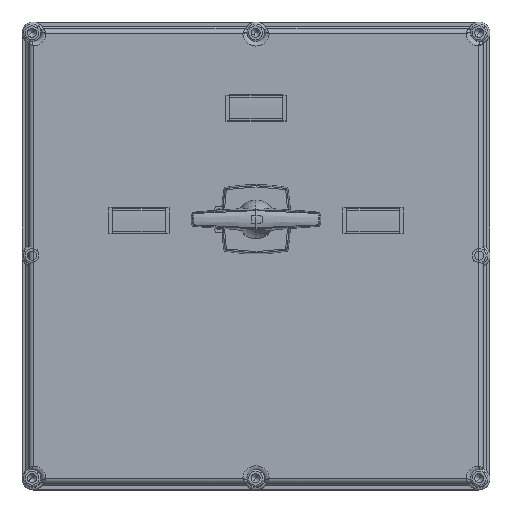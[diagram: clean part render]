
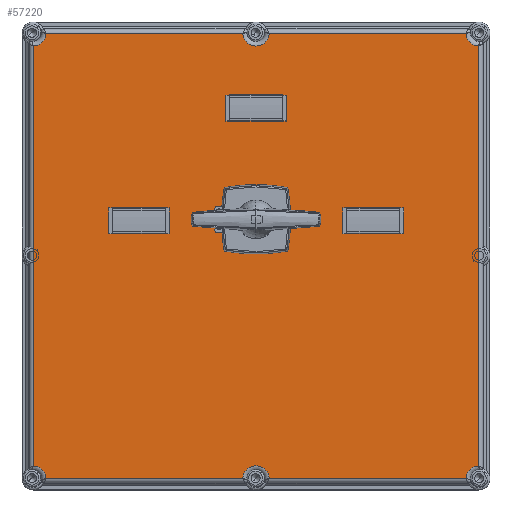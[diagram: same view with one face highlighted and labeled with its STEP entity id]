
A CAD part, top view. The second image highlights one B-rep face of the part: STEP entity #57220.
In plain terms, the highlighted face is planar.
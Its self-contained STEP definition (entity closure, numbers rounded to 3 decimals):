
#78 = CARTESIAN_POINT ( 'NONE',  ( -312.097, 194.971, 26.231 ) ) ;
#1037 = VERTEX_POINT ( 'NONE', #91183 ) ;
#1208 = EDGE_CURVE ( 'NONE', #3258, #25234, #23698, .T. ) ;
#2004 = CARTESIAN_POINT ( 'NONE',  ( -312.097, 194.971, 253.297 ) ) ;
#3258 = VERTEX_POINT ( 'NONE', #8495 ) ;
#4681 = EDGE_CURVE ( 'NONE', #91212, #3258, #74359, .T. ) ;
#5797 = EDGE_CURVE ( 'NONE', #60746, #91212, #57822, .T. ) ;
#6882 = CARTESIAN_POINT ( 'NONE',  ( -312.097, 194.971, -4.203 ) ) ;
#7077 = CARTESIAN_POINT ( 'NONE',  ( -300.435, 194.971, -245.486 ) ) ;
#8495 = CARTESIAN_POINT ( 'NONE',  ( 200.903, 194.971, 253.297 ) ) ;
#9130 = CARTESIAN_POINT ( 'NONE',  ( 200.903, 194.971, -4.203 ) ) ;
#16083 = AXIS2_PLACEMENT_3D ( 'NONE', #40928, #93764, #111420 ) ;
#16217 = CARTESIAN_POINT ( 'NONE',  ( -312.097, 194.971, 255.852 ) ) ;
#19690 = LINE ( 'NONE', #16217, #38732 ) ;
#20253 = DIRECTION ( 'NONE',  ( 0., -1., 0. ) ) ;
#20524 = AXIS2_PLACEMENT_3D ( 'NONE', #79123, #87936, #96781 ) ;
#23104 = CARTESIAN_POINT ( 'NONE',  ( -313.097, 194.971, 268.514 ) ) ;
#23472 = DIRECTION ( 'NONE',  ( 0., -1., 0. ) ) ;
#23698 = LINE ( 'NONE', #73001, #82432 ) ;
#24701 = AXIS2_PLACEMENT_3D ( 'NONE', #37794, #20253, #81451 ) ;
#25234 = VERTEX_POINT ( 'NONE', #101418 ) ;
#26127 = LINE ( 'NONE', #65701, #80949 ) ;
#28428 = CIRCLE ( 'NONE', #24701, 15.25 ) ;
#29790 = CARTESIAN_POINT ( 'NONE',  ( -313.097, 194.971, -246.486 ) ) ;
#31354 = EDGE_CURVE ( 'NONE', #105975, #59959, #75383, .T. ) ;
#31511 = VECTOR ( 'NONE', #67959, 1000. ) ;
#35885 = EDGE_CURVE ( 'NONE', #1037, #71893, #89214, .T. ) ;
#37794 = CARTESIAN_POINT ( 'NONE',  ( -313.097, 194.971, 11.014 ) ) ;
#37913 = CARTESIAN_POINT ( 'NONE',  ( -297.88, 194.971, 267.514 ) ) ;
#38732 = VECTOR ( 'NONE', #52065, 1000. ) ;
#40928 = CARTESIAN_POINT ( 'NONE',  ( 189.242, 194.971, -247.986 ) ) ;
#41070 = EDGE_CURVE ( 'NONE', #59378, #67966, #19690, .T. ) ;
#41848 = EDGE_CURVE ( 'NONE', #25234, #97806, #79590, .T. ) ;
#41858 = ORIENTED_EDGE ( 'NONE', *, *, #41848, .T. ) ;
#42884 = DIRECTION ( 'NONE',  ( 0., 0., -1. ) ) ;
#43235 = ORIENTED_EDGE ( 'NONE', *, *, #41070, .T. ) ;
#43653 = CARTESIAN_POINT ( 'NONE',  ( 201.903, 194.971, -246.486 ) ) ;
#45110 = ORIENTED_EDGE ( 'NONE', *, *, #94748, .T. ) ;
#47362 = EDGE_CURVE ( 'NONE', #67966, #60746, #96835, .T. ) ;
#48190 = DIRECTION ( 'NONE',  ( 1., 0., 0. ) ) ;
#49901 = AXIS2_PLACEMENT_3D ( 'NONE', #43653, #68540, #42884 ) ;
#51566 = DIRECTION ( 'NONE',  ( 0., 0., -1. ) ) ;
#52065 = DIRECTION ( 'NONE',  ( 0., 0., 1. ) ) ;
#54665 = CARTESIAN_POINT ( 'NONE',  ( 201.903, 194.971, 268.514 ) ) ;
#54734 = EDGE_LOOP ( 'NONE', ( #103189, #70138, #45110, #55750, #113242, #71320, #43235, #68664, #56489, #63530, #62218, #41858 ) ) ;
#55750 = ORIENTED_EDGE ( 'NONE', *, *, #79957, .T. ) ;
#56489 = ORIENTED_EDGE ( 'NONE', *, *, #5797, .T. ) ;
#57220 = ADVANCED_FACE ( 'NONE', ( #112719 ), #102969, .T. ) ;
#57822 = LINE ( 'NONE', #101081, #68799 ) ;
#59378 = VERTEX_POINT ( 'NONE', #78 ) ;
#59959 = VERTEX_POINT ( 'NONE', #6882 ) ;
#60746 = VERTEX_POINT ( 'NONE', #37913 ) ;
#60809 = CIRCLE ( 'NONE', #70176, 15.25 ) ;
#62218 = ORIENTED_EDGE ( 'NONE', *, *, #1208, .T. ) ;
#62456 = CARTESIAN_POINT ( 'NONE',  ( -297.88, 194.971, -245.486 ) ) ;
#63530 = ORIENTED_EDGE ( 'NONE', *, *, #4681, .T. ) ;
#63905 = DIRECTION ( 'NONE',  ( 0., 0., -1. ) ) ;
#65044 = CARTESIAN_POINT ( 'NONE',  ( -312.097, 194.971, -231.269 ) ) ;
#65701 = CARTESIAN_POINT ( 'NONE',  ( 200.903, 194.971, -233.825 ) ) ;
#67959 = DIRECTION ( 'NONE',  ( -1., 0., 0. ) ) ;
#67966 = VERTEX_POINT ( 'NONE', #2004 ) ;
#68540 = DIRECTION ( 'NONE',  ( 0., -1., 0. ) ) ;
#68664 = ORIENTED_EDGE ( 'NONE', *, *, #47362, .T. ) ;
#68799 = VECTOR ( 'NONE', #48190, 1000. ) ;
#70138 = ORIENTED_EDGE ( 'NONE', *, *, #35885, .T. ) ;
#70176 = AXIS2_PLACEMENT_3D ( 'NONE', #29790, #73416, #100249 ) ;
#71320 = ORIENTED_EDGE ( 'NONE', *, *, #103560, .T. ) ;
#71337 = DIRECTION ( 'NONE',  ( 0., 0., 1. ) ) ;
#71893 = VERTEX_POINT ( 'NONE', #85989 ) ;
#73001 = CARTESIAN_POINT ( 'NONE',  ( 200.903, 194.971, 23.675 ) ) ;
#73416 = DIRECTION ( 'NONE',  ( 0., -1., 0. ) ) ;
#74359 = CIRCLE ( 'NONE', #94987, 15.25 ) ;
#74837 = DIRECTION ( 'NONE',  ( 0., 0., -1. ) ) ;
#75383 = LINE ( 'NONE', #80580, #82357 ) ;
#76396 = EDGE_CURVE ( 'NONE', #97806, #1037, #26127, .T. ) ;
#79123 = CARTESIAN_POINT ( 'NONE',  ( 201.903, 194.971, 11.014 ) ) ;
#79590 = CIRCLE ( 'NONE', #20524, 15.25 ) ;
#79660 = AXIS2_PLACEMENT_3D ( 'NONE', #23104, #23472, #84691 ) ;
#79957 = EDGE_CURVE ( 'NONE', #98731, #105975, #60809, .T. ) ;
#80580 = CARTESIAN_POINT ( 'NONE',  ( -312.097, 194.971, -1.648 ) ) ;
#80949 = VECTOR ( 'NONE', #74837, 1000. ) ;
#81451 = DIRECTION ( 'NONE',  ( 0., 0., -1. ) ) ;
#82357 = VECTOR ( 'NONE', #71337, 1000. ) ;
#82432 = VECTOR ( 'NONE', #63905, 1000. ) ;
#84691 = DIRECTION ( 'NONE',  ( 0., 0., -1. ) ) ;
#85989 = CARTESIAN_POINT ( 'NONE',  ( 186.686, 194.971, -245.486 ) ) ;
#87936 = DIRECTION ( 'NONE',  ( 0., -1., 0. ) ) ;
#89214 = CIRCLE ( 'NONE', #49901, 15.25 ) ;
#91183 = CARTESIAN_POINT ( 'NONE',  ( 200.903, 194.971, -231.269 ) ) ;
#91212 = VERTEX_POINT ( 'NONE', #105135 ) ;
#93152 = LINE ( 'NONE', #7077, #31511 ) ;
#93764 = DIRECTION ( 'NONE',  ( 0., 1., 0. ) ) ;
#94748 = EDGE_CURVE ( 'NONE', #71893, #98731, #93152, .T. ) ;
#94987 = AXIS2_PLACEMENT_3D ( 'NONE', #54665, #104471, #51566 ) ;
#96781 = DIRECTION ( 'NONE',  ( 0., 0., -1. ) ) ;
#96835 = CIRCLE ( 'NONE', #79660, 15.25 ) ;
#97806 = VERTEX_POINT ( 'NONE', #9130 ) ;
#98731 = VERTEX_POINT ( 'NONE', #62456 ) ;
#100249 = DIRECTION ( 'NONE',  ( 0., 0., -1. ) ) ;
#101081 = CARTESIAN_POINT ( 'NONE',  ( 189.242, 194.971, 267.514 ) ) ;
#101418 = CARTESIAN_POINT ( 'NONE',  ( 200.903, 194.971, 26.231 ) ) ;
#102969 = PLANE ( 'NONE',  #16083 ) ;
#103189 = ORIENTED_EDGE ( 'NONE', *, *, #76396, .T. ) ;
#103560 = EDGE_CURVE ( 'NONE', #59959, #59378, #28428, .T. ) ;
#104471 = DIRECTION ( 'NONE',  ( 0., -1., 0. ) ) ;
#105135 = CARTESIAN_POINT ( 'NONE',  ( 186.686, 194.971, 267.514 ) ) ;
#105975 = VERTEX_POINT ( 'NONE', #65044 ) ;
#111420 = DIRECTION ( 'NONE',  ( 0., 0., -1. ) ) ;
#112719 = FACE_OUTER_BOUND ( 'NONE', #54734, .T. ) ;
#113242 = ORIENTED_EDGE ( 'NONE', *, *, #31354, .T. ) ;
